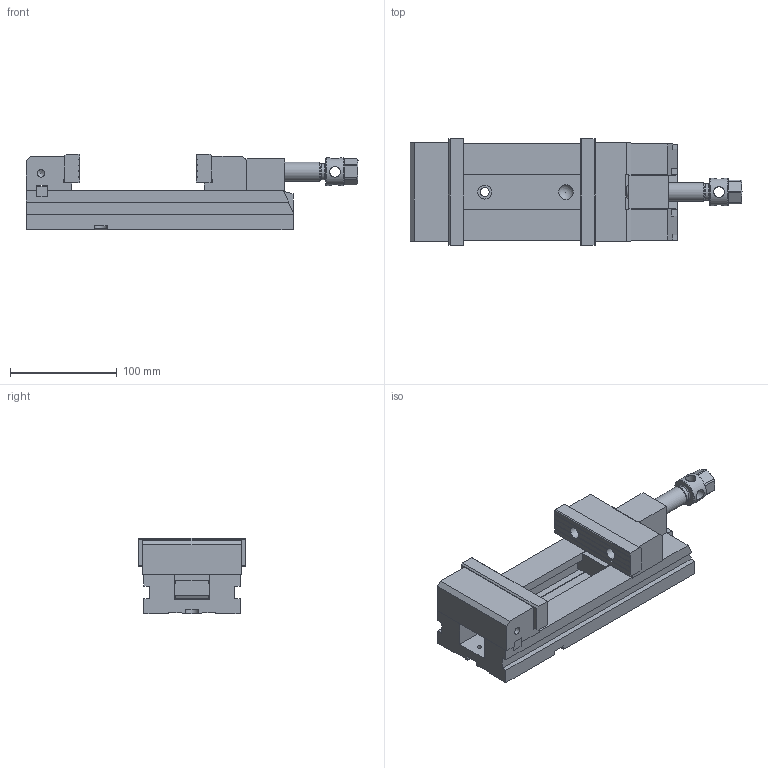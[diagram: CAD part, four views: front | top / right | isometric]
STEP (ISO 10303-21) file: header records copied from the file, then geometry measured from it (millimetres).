
FILE_DESCRIPTION(/* description */ (''),/* implementation_level */ '2;1');
FILE_NAME(/* name */ '29_100_Mordaza.stp',/* time_stamp */ '2013-07-09T08:33:32+02:00',/* author */ (''),/* organization */ (''),/* preprocessor_version */ 'ST-DEVELOPER v11',/* originating_system */ 'SIEMENS PLM Software NX 7.5',/* authorisation */ '');
FILE_SCHEMA (('AUTOMOTIVE_DESIGN { 1 0 10303 214 1 1 1 1 }'));
Length unit declared in the file: millimetre
Products named in the file (1): 29_100_Mordaza
Bounding box: 310.8 x 100 x 71.1 mm (x, y, z)
Volume: 915080.7 mm3; surface area: 189037.2 mm2
Topology: 11 solids, 11 shells, 360 faces, 981 edges, 645 vertices
Faces by surface type: plane 250, cylinder 73, cone 26, sphere 6, torus 4, bspline 1
Full cylindrical faces by diameter (mm): 4.351 x5, 5.188 x4, 6.4 x4, 6.985 x4, 8.4 x2, 8.5 x2, 10 x4, 10.5 x1, 10.579 x2, 11 x4, 13 x6, 13.5 x2, 14.5 x1, 15 x1, 16 x1, 16.188 x1, 17.732 x1, 19 x2, 26 x1
Entity records: 13382 total; most frequent: CARTESIAN_POINT 2121, DIRECTION 1768, ORIENTED_EDGE 1680, EDGE_CURVE 840, VERTEX_POINT 603, AXIS2_PLACEMENT_3D 591, LINE 586, VECTOR 586
